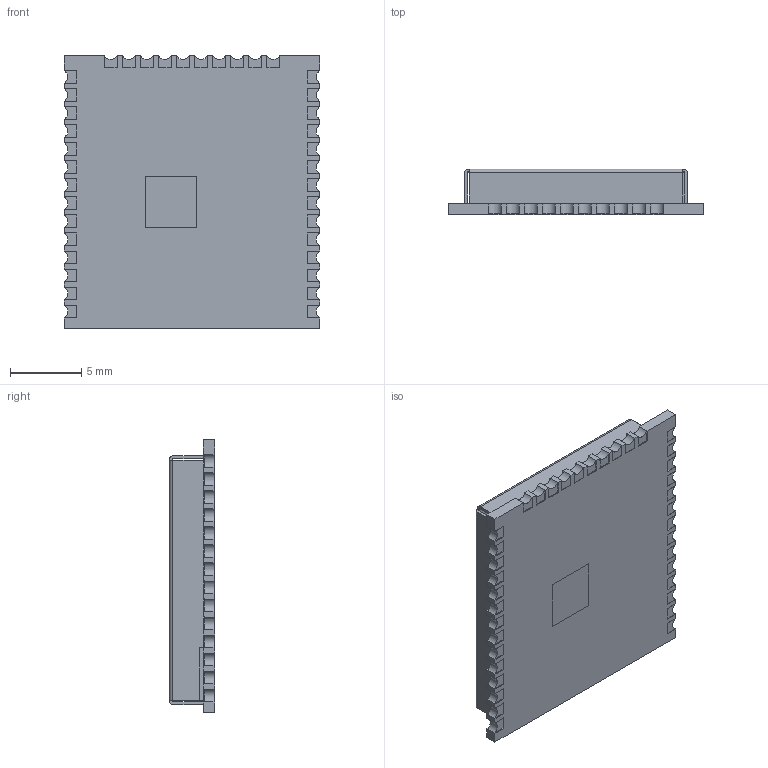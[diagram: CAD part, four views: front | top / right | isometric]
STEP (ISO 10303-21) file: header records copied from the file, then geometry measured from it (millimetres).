
FILE_DESCRIPTION (( 'STEP AP214' ), '1' );
FILE_NAME ('ESP32-WROOM-32U (8MB).STEP', '2021-06-04T07:55:52', ( '' ), ( '' ), 'SwSTEP 2.0', 'SolidWorks 2018', '' );
FILE_SCHEMA (( 'AUTOMOTIVE_DESIGN' ));
Length unit declared in the file: millimetre
Products named in the file (2): ESP32-WROOM-32U (8MB)
Bounding box: 18 x 3.2 x 19.2 mm (x, y, z)
Volume: 351.7 mm3; surface area: 1645.2 mm2
Topology: 4 solids, 4 shells, 459 faces, 1247 edges, 798 vertices
Faces by surface type: plane 406, cylinder 53
Entity records: 19190 total; most frequent: CARTESIAN_POINT 2506, ORIENTED_EDGE 2494, DIRECTION 2275, EDGE_CURVE 1247, VECTOR 1141, LINE 1141, VERTEX_POINT 798, AXIS2_PLACEMENT_3D 567
